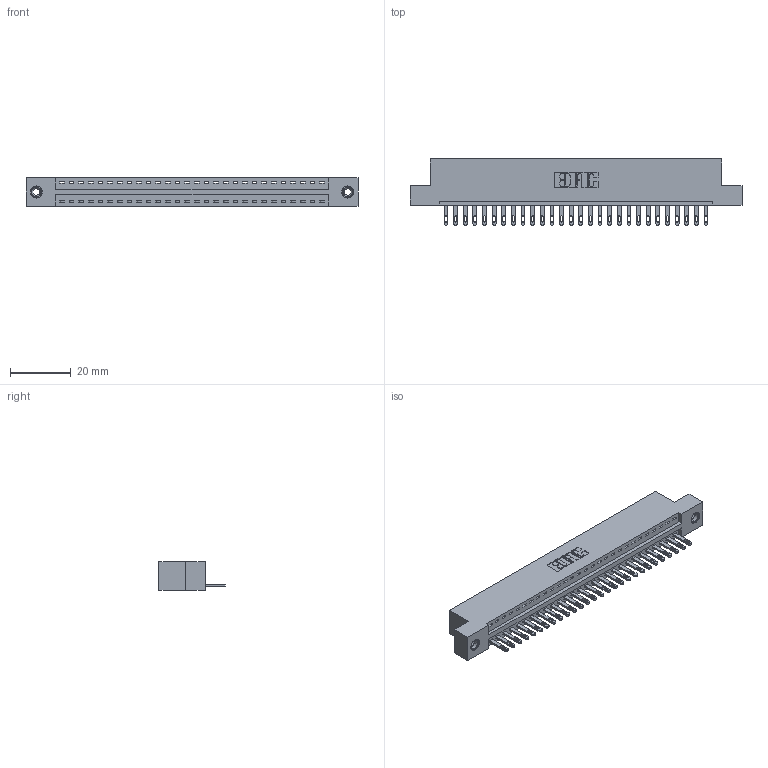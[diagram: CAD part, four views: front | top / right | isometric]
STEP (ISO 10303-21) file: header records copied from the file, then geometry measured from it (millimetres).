
FILE_DESCRIPTION (( 'STEP AP203' ), '1' );
FILE_NAME ('896-028-500-108.STEP', '2021-07-27T18:17:30', ( '' ), ( '' ), 'SwSTEP 2.0', 'SolidWorks 2020', '' );
FILE_SCHEMA (( 'CONFIG_CONTROL_DESIGN' ));
Length unit declared in the file: inch
Products named in the file (4): 345-292-001_345-293-100; 846 Part_Flush Mounting Lugs - 0.156 Dia-TI; 896-028-500-108; 345-250-001_345-250-003-102
Assembly tree (31 placements, depth 2):
  896-028-500-108
    846 Part_Flush Mounting Lugs - 0.156 Dia-TI
    345-292-001_345-293-100  x28
    345-250-001_345-250-003-102  x2
Bounding box: 109.47 x 21.84 x 9.4 mm (x, y, z)
Volume: 10393.4 mm3; surface area: 12926.4 mm2
Topology: 31 solids, 31 shells, 1694 faces, 5169 edges, 3438 vertices
Faces by surface type: plane 1060, cylinder 618, cone 12, torus 4
Entity records: 20378 total; most frequent: CARTESIAN_POINT 3479, ORIENTED_EDGE 3434, DIRECTION 3115, EDGE_CURVE 1717, VECTOR 1449, LINE 1449, VERTEX_POINT 1140, AXIS2_PLACEMENT_3D 833
